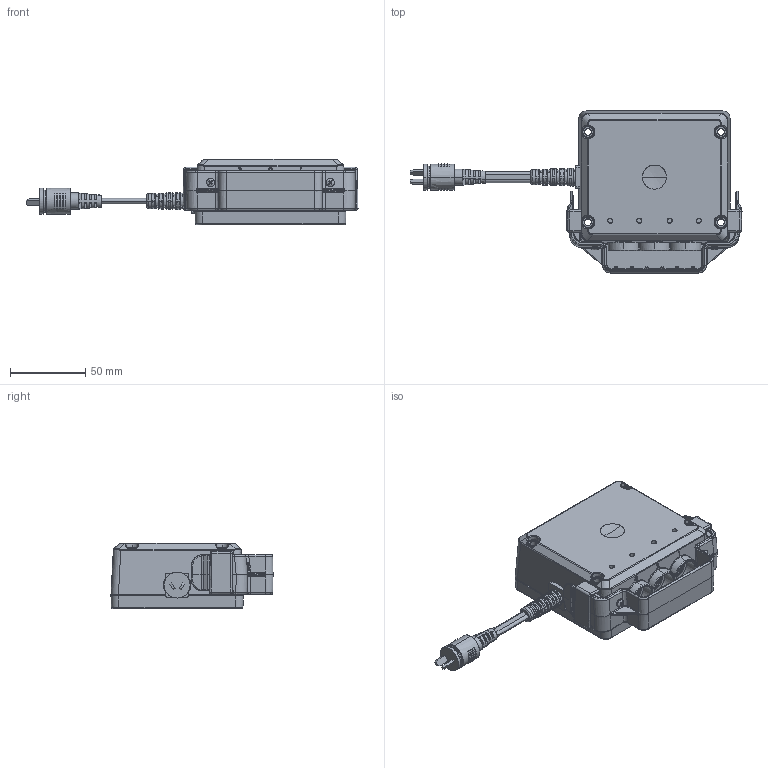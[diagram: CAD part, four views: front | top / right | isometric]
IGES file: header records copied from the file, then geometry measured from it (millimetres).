
Start section: SolidWorks IGES file using analytic representation for surfaces
Global section: file name: CU115.IGS; native system: SolidWorks 2012; preprocessor: SolidWorks 2012; author: CKuhn; date: 130524.094647; units: millimetre
Bounding box: 220.67 x 107.73 x 43.6 mm (x, y, z)
Surface area: 77533.9 mm2 (no closed solid volume)
Topology: 0 solids, 0 shells, 1542 faces, 15686 edges, 15676 vertices
Faces by surface type: bspline 996, revolution 546
